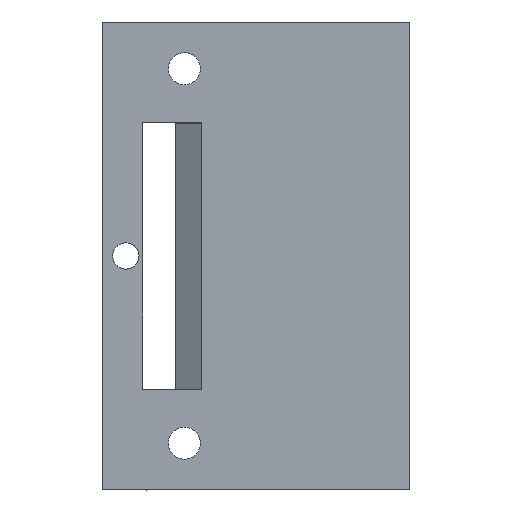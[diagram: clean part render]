
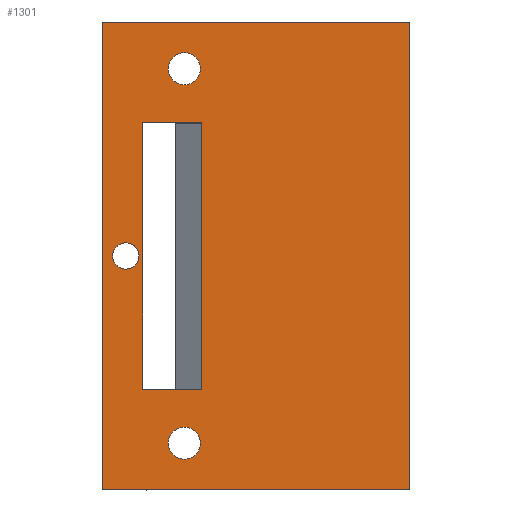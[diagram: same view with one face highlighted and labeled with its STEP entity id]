
A CAD part, top view. The second image highlights one B-rep face of the part: STEP entity #1301.
In plain terms, the highlighted planar face has unit normal (0, 0, 1).
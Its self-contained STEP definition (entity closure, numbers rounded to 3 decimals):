
#26=FACE_BOUND('',#145,.T.);
#27=FACE_BOUND('',#146,.T.);
#28=FACE_BOUND('',#147,.T.);
#29=FACE_BOUND('',#148,.T.);
#45=CIRCLE('',#1391,2.25);
#46=CIRCLE('',#1392,2.75);
#47=CIRCLE('',#1393,2.75);
#72=FACE_OUTER_BOUND('',#144,.T.);
#144=EDGE_LOOP('',(#920,#921,#922,#923));
#145=EDGE_LOOP('',(#924,#925,#926,#927));
#146=EDGE_LOOP('',(#928));
#147=EDGE_LOOP('',(#929));
#148=EDGE_LOOP('',(#930));
#241=LINE('',#1869,#407);
#246=LINE('',#1878,#412);
#270=LINE('',#1929,#436);
#271=LINE('',#1930,#437);
#272=LINE('',#1933,#438);
#273=LINE('',#1935,#439);
#274=LINE('',#1937,#440);
#275=LINE('',#1938,#441);
#407=VECTOR('',#1502,10.);
#412=VECTOR('',#1509,10.);
#436=VECTOR('',#1551,10.);
#437=VECTOR('',#1552,10.);
#438=VECTOR('',#1553,10.);
#439=VECTOR('',#1554,10.);
#440=VECTOR('',#1555,10.);
#441=VECTOR('',#1556,10.);
#572=VERTEX_POINT('',#1867);
#573=VERTEX_POINT('',#1868);
#575=VERTEX_POINT('',#1875);
#576=VERTEX_POINT('',#1877);
#595=VERTEX_POINT('',#1931);
#596=VERTEX_POINT('',#1932);
#597=VERTEX_POINT('',#1934);
#598=VERTEX_POINT('',#1936);
#599=VERTEX_POINT('',#1939);
#600=VERTEX_POINT('',#1941);
#601=VERTEX_POINT('',#1943);
#690=EDGE_CURVE('',#572,#573,#241,.T.);
#695=EDGE_CURVE('',#575,#576,#246,.T.);
#721=EDGE_CURVE('',#573,#576,#270,.T.);
#722=EDGE_CURVE('',#575,#572,#271,.T.);
#723=EDGE_CURVE('',#595,#596,#272,.T.);
#724=EDGE_CURVE('',#596,#597,#273,.T.);
#725=EDGE_CURVE('',#597,#598,#274,.T.);
#726=EDGE_CURVE('',#598,#595,#275,.T.);
#727=EDGE_CURVE('',#599,#599,#45,.T.);
#728=EDGE_CURVE('',#600,#600,#46,.T.);
#729=EDGE_CURVE('',#601,#601,#47,.T.);
#920=ORIENTED_EDGE('',*,*,#690,.T.);
#921=ORIENTED_EDGE('',*,*,#721,.T.);
#922=ORIENTED_EDGE('',*,*,#695,.F.);
#923=ORIENTED_EDGE('',*,*,#722,.T.);
#924=ORIENTED_EDGE('',*,*,#723,.T.);
#925=ORIENTED_EDGE('',*,*,#724,.T.);
#926=ORIENTED_EDGE('',*,*,#725,.T.);
#927=ORIENTED_EDGE('',*,*,#726,.T.);
#928=ORIENTED_EDGE('',*,*,#727,.T.);
#929=ORIENTED_EDGE('',*,*,#728,.T.);
#930=ORIENTED_EDGE('',*,*,#729,.T.);
#1238=PLANE('',#1390);
#1301=ADVANCED_FACE('',(#72,#26,#27,#28,#29),#1238,.T.);
#1390=AXIS2_PLACEMENT_3D('',#1928,#1549,#1550);
#1391=AXIS2_PLACEMENT_3D('',#1940,#1557,#1558);
#1392=AXIS2_PLACEMENT_3D('',#1942,#1559,#1560);
#1393=AXIS2_PLACEMENT_3D('',#1944,#1561,#1562);
#1502=DIRECTION('',(0.,-1.,0.));
#1509=DIRECTION('',(0.,-1.,0.));
#1549=DIRECTION('center_axis',(0.,0.,1.));
#1550=DIRECTION('ref_axis',(0.,-1.,0.));
#1551=DIRECTION('',(1.,0.,0.));
#1552=DIRECTION('',(-1.,0.,0.));
#1553=DIRECTION('',(0.,1.,0.));
#1554=DIRECTION('',(1.,0.,0.));
#1555=DIRECTION('',(0.,-1.,0.));
#1556=DIRECTION('',(-1.,0.,0.));
#1557=DIRECTION('center_axis',(0.,0.,-1.));
#1558=DIRECTION('ref_axis',(-1.,0.,0.));
#1559=DIRECTION('center_axis',(0.,0.,-1.));
#1560=DIRECTION('ref_axis',(-1.,0.,0.));
#1561=DIRECTION('center_axis',(0.,0.,-1.));
#1562=DIRECTION('ref_axis',(-1.,0.,0.));
#1867=CARTESIAN_POINT('',(-12.5,65.,30.));
#1868=CARTESIAN_POINT('',(-12.5,-15.,30.));
#1869=CARTESIAN_POINT('',(-12.5,65.,30.));
#1875=CARTESIAN_POINT('',(40.,65.,30.));
#1877=CARTESIAN_POINT('',(40.,-15.,30.));
#1878=CARTESIAN_POINT('',(40.,-15.,30.));
#1928=CARTESIAN_POINT('Origin',(0.,50.,30.));
#1929=CARTESIAN_POINT('',(-12.5,-15.,30.));
#1930=CARTESIAN_POINT('',(10.,65.,30.));
#1931=CARTESIAN_POINT('',(-5.6,2.25,30.));
#1932=CARTESIAN_POINT('',(-5.6,47.75,30.));
#1933=CARTESIAN_POINT('',(-5.6,2.25,30.));
#1934=CARTESIAN_POINT('',(4.5,47.75,30.));
#1935=CARTESIAN_POINT('',(0.,47.75,30.));
#1936=CARTESIAN_POINT('',(4.5,2.25,30.));
#1937=CARTESIAN_POINT('',(4.5,37.5,30.));
#1938=CARTESIAN_POINT('',(4.5,2.25,30.));
#1939=CARTESIAN_POINT('',(-6.25,25.,30.));
#1940=CARTESIAN_POINT('Origin',(-8.5,25.,30.));
#1941=CARTESIAN_POINT('',(4.25,-7.,30.));
#1942=CARTESIAN_POINT('Origin',(1.5,-7.,30.));
#1943=CARTESIAN_POINT('',(4.25,57.,30.));
#1944=CARTESIAN_POINT('Origin',(1.5,57.,30.));
